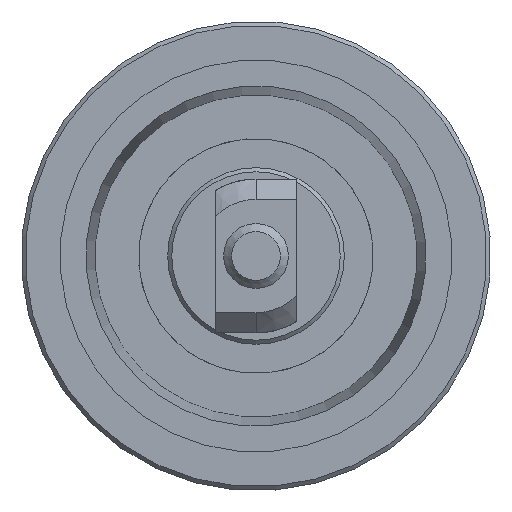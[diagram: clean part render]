
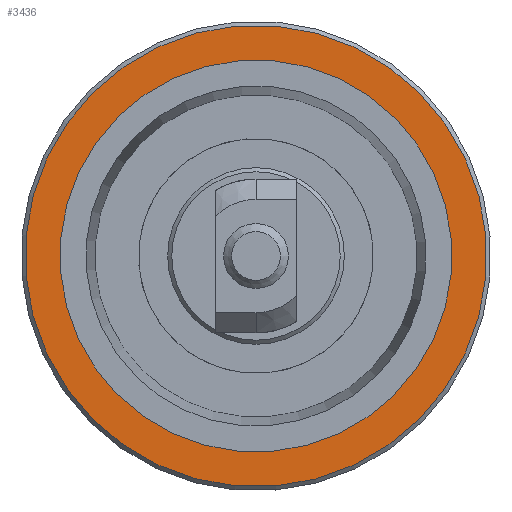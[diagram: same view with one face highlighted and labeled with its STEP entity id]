
A CAD part, front view. The second image highlights one B-rep face of the part: STEP entity #3436.
In plain terms, the highlighted face is planar.
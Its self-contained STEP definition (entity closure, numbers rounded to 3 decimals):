
#111=FACE_BOUND('',#629,.T.);
#260=PLANE('',#3890);
#441=FACE_OUTER_BOUND('',#628,.T.);
#628=EDGE_LOOP('',(#3059,#3060));
#629=EDGE_LOOP('',(#3061,#3062));
#1332=CIRCLE('',#3846,28.5);
#1333=CIRCLE('',#3847,28.5);
#1356=CIRCLE('',#3878,24.2);
#1357=CIRCLE('',#3879,24.2);
#1667=VERTEX_POINT('',#5885);
#1668=VERTEX_POINT('',#5887);
#1691=VERTEX_POINT('',#5949);
#1692=VERTEX_POINT('',#5950);
#2132=EDGE_CURVE('',#1668,#1667,#1332,.T.);
#2133=EDGE_CURVE('',#1667,#1668,#1333,.T.);
#2163=EDGE_CURVE('',#1691,#1692,#1356,.T.);
#2164=EDGE_CURVE('',#1692,#1691,#1357,.T.);
#3059=ORIENTED_EDGE('',*,*,#2132,.T.);
#3060=ORIENTED_EDGE('',*,*,#2133,.T.);
#3061=ORIENTED_EDGE('',*,*,#2163,.T.);
#3062=ORIENTED_EDGE('',*,*,#2164,.T.);
#3436=ADVANCED_FACE('',(#441,#111),#260,.T.);
#3846=AXIS2_PLACEMENT_3D('',#5888,#4767,#4768);
#3847=AXIS2_PLACEMENT_3D('',#5889,#4769,#4770);
#3878=AXIS2_PLACEMENT_3D('',#5951,#4838,#4839);
#3879=AXIS2_PLACEMENT_3D('',#5952,#4840,#4841);
#3890=AXIS2_PLACEMENT_3D('',#5972,#4865,#4866);
#4767=DIRECTION('center_axis',(0.,1.,0.));
#4768=DIRECTION('ref_axis',(0.,0.,1.));
#4769=DIRECTION('center_axis',(0.,1.,0.));
#4770=DIRECTION('ref_axis',(0.,0.,1.));
#4838=DIRECTION('center_axis',(0.,-1.,0.));
#4839=DIRECTION('ref_axis',(0.,0.,-1.));
#4840=DIRECTION('center_axis',(0.,-1.,0.));
#4841=DIRECTION('ref_axis',(0.,0.,-1.));
#4865=DIRECTION('center_axis',(0.,1.,0.));
#4866=DIRECTION('ref_axis',(0.,0.,1.));
#5885=CARTESIAN_POINT('',(0.,20.,28.5));
#5887=CARTESIAN_POINT('',(0.,20.,-28.5));
#5888=CARTESIAN_POINT('Origin',(0.,20.,0.));
#5889=CARTESIAN_POINT('Origin',(0.,20.,0.));
#5949=CARTESIAN_POINT('',(0.,20.,-24.2));
#5950=CARTESIAN_POINT('',(0.,20.,24.2));
#5951=CARTESIAN_POINT('Origin',(0.,20.,0.));
#5952=CARTESIAN_POINT('Origin',(0.,20.,0.));
#5972=CARTESIAN_POINT('Origin',(29.,20.,0.));
